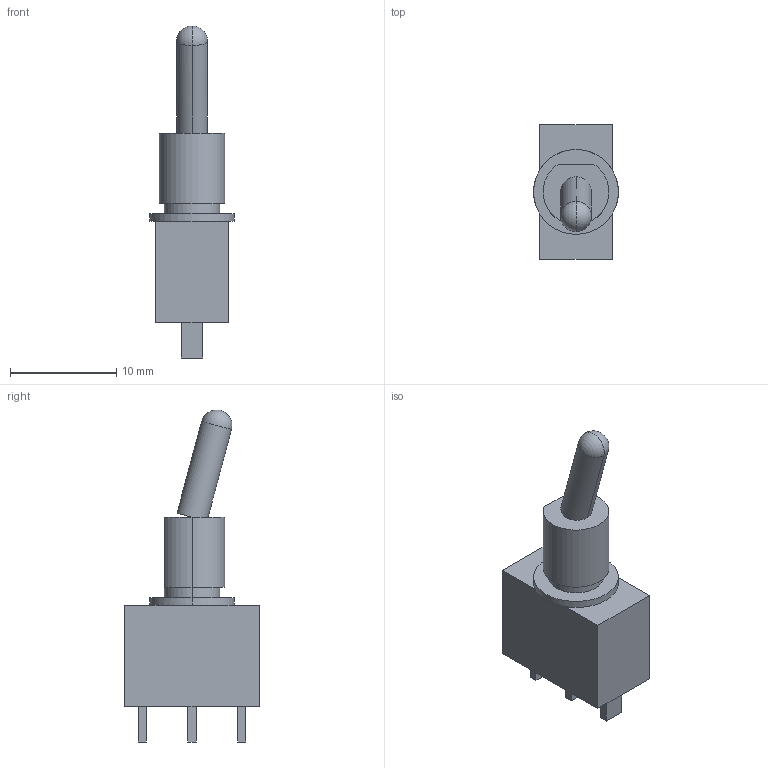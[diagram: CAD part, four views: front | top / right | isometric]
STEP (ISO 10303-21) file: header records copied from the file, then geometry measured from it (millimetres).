
FILE_DESCRIPTION (( 'STEP AP214' ), '1' );
FILE_NAME ('Multicomp_1MS1T1B5M1QE.STEP', '2018-11-05T16:19:24', ( '' ), ( '' ), 'SwSTEP 2.0', 'SolidWorks 2016', '' );
FILE_SCHEMA (( 'AUTOMOTIVE_DESIGN' ));
Length unit declared in the file: millimetre
Products named in the file (1): Multicomp_1MS1T1B5M1QE
Bounding box: 8 x 12.7 x 31.3 mm (x, y, z)
Volume: 1165.7 mm3; surface area: 882.4 mm2
Topology: 1 solids, 1 shells, 40 faces, 97 edges, 62 vertices
Faces by surface type: plane 29, cylinder 9, sphere 2
Entity records: 1245 total; most frequent: CARTESIAN_POINT 200, DIRECTION 198, ORIENTED_EDGE 186, EDGE_CURVE 93, LINE 66, AXIS2_PLACEMENT_3D 66, VECTOR 66, VERTEX_POINT 60
